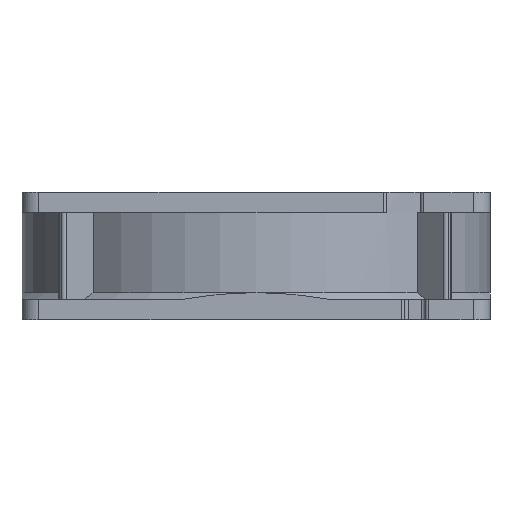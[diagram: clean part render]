
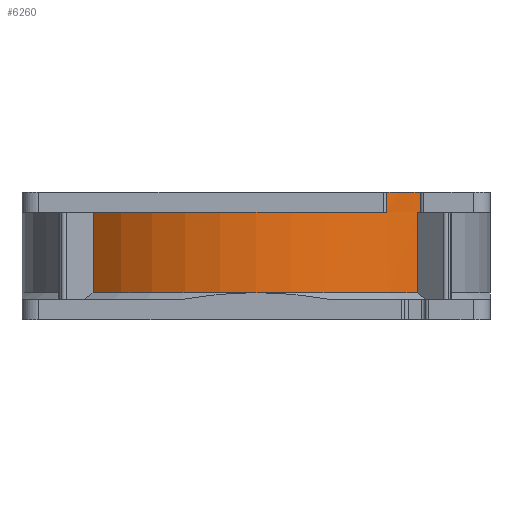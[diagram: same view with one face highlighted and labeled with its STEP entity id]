
A CAD part, left-side view. The second image highlights one B-rep face of the part: STEP entity #6260.
In plain terms, the highlighted cylindrical face has radius 69.85 mm (diameter 139.7 mm), a partial arc.
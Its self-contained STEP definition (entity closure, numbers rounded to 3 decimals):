
#111=CARTESIAN_POINT('',(0.,0.,0.));
#112=DIRECTION('',(0.,0.,1.));
#113=DIRECTION('',(-0.829,-0.559,0.));
#114=AXIS2_PLACEMENT_3D('',#111,#112,#113);
#1887=CARTESIAN_POINT('',(-69.85,0.,-29.911));
#1965=CARTESIAN_POINT('',(0.,0.,-29.911));
#1966=DIRECTION('',(0.,0.,1.));
#1967=DIRECTION('',(-0.718,0.696,0.));
#1968=AXIS2_PLACEMENT_3D('',#1965,#1966,#1967);
#1994=CARTESIAN_POINT('',(-50.628,-48.123,
-29.911));
#2001=CARTESIAN_POINT('',(0.,0.,-29.911));
#2002=DIRECTION('',(0.,0.,1.));
#2003=DIRECTION('',(-1.,0.,0.));
#2004=AXIS2_PLACEMENT_3D('',#2001,#2002,#2003);
#2070=CARTESIAN_POINT('',(0.,0.,-6.));
#2071=DIRECTION('',(0.,0.,1.));
#2072=DIRECTION('',(-1.,0.,0.));
#2073=AXIS2_PLACEMENT_3D('',#2070,#2071,#2072);
#2075=DIRECTION('',(0.,0.,-1.));
#2076=VECTOR('',#2075,6.);
#2077=CARTESIAN_POINT('',(-49.73,-49.05,0.));
#2078=LINE('',#2077,#2076);
#2079=DIRECTION('',(0.,0.,1.));
#2080=VECTOR('',#2079,23.911);
#2081=CARTESIAN_POINT('',(-50.628,-48.123,
-29.911));
#2082=LINE('',#2081,#2080);
#2083=DIRECTION('',(0.,0.,1.));
#2084=VECTOR('',#2083,23.911);
#2085=CARTESIAN_POINT('',(-50.124,48.648,
-29.911));
#2086=LINE('',#2085,#2084);
#2087=CARTESIAN_POINT('',(0.,0.,-6.));
#2088=DIRECTION('',(0.,0.,1.));
#2089=DIRECTION('',(-0.718,0.696,0.));
#2090=AXIS2_PLACEMENT_3D('',#2087,#2088,#2089);
#2168=CARTESIAN_POINT('',(0.,0.,-6.));
#2169=DIRECTION('',(0.,0.,-1.));
#2170=DIRECTION('',(-0.712,-0.702,0.));
#2171=AXIS2_PLACEMENT_3D('',#2168,#2169,#2170);
#2213=DIRECTION('',(0.,0.,-1.));
#2214=VECTOR('',#2213,6.);
#2215=CARTESIAN_POINT('',(-57.915,-39.05,0.));
#2216=LINE('',#2215,#2214);
#3142=VERTEX_POINT('',#1887);
#3271=CARTESIAN_POINT('',(-50.124,48.648,
-6.));
#3273=VERTEX_POINT('',#3271);
#3283=CARTESIAN_POINT('',(-50.124,48.648,
-29.911));
#3284=VERTEX_POINT('',#3283);
#3299=CARTESIAN_POINT('',(-69.85,0.,-6.));
#3300=VERTEX_POINT('',#3299);
#3325=VERTEX_POINT('',#1994);
#3390=CARTESIAN_POINT('',(-50.628,-48.123,
-6.));
#3392=VERTEX_POINT('',#3390);
#3394=CARTESIAN_POINT('',(-57.915,-39.05,-6.));
#3395=VERTEX_POINT('',#3394);
#3396=CARTESIAN_POINT('',(-57.915,-39.05,0.));
#3397=CARTESIAN_POINT('',(-49.73,-49.05,0.));
#3398=VERTEX_POINT('',#3396);
#3399=VERTEX_POINT('',#3397);
#3400=CARTESIAN_POINT('',(-49.73,-49.05,-6.));
#3401=VERTEX_POINT('',#3400);
#6238=CARTESIAN_POINT('',(0.,0.,-39.9));
#6239=DIRECTION('',(0.,0.,1.));
#6240=DIRECTION('',(-1.,0.,0.));
#6241=AXIS2_PLACEMENT_3D('',#6238,#6239,#6240);
#6242=CYLINDRICAL_SURFACE('',#6241,69.85);
#6243=ORIENTED_EDGE('',*,*,#4537,.T.);
#6245=ORIENTED_EDGE('',*,*,#6244,.F.);
#6246=ORIENTED_EDGE('',*,*,#4095,.T.);
#6248=ORIENTED_EDGE('',*,*,#6247,.T.);
#6250=ORIENTED_EDGE('',*,*,#6249,.T.);
#6252=ORIENTED_EDGE('',*,*,#6251,.F.);
#6253=ORIENTED_EDGE('',*,*,#6169,.F.);
#6254=ORIENTED_EDGE('',*,*,#6124,.F.);
#6256=ORIENTED_EDGE('',*,*,#6255,.T.);
#6257=ORIENTED_EDGE('',*,*,#4495,.T.);
#6258=EDGE_LOOP('',(#6243,#6245,#6246,#6248,#6250,#6252,#6253,#6254,#6256,
#6257));
#6259=FACE_OUTER_BOUND('',#6258,.F.);
#6260=ADVANCED_FACE('',(#6259),#6242,.T.);
#115=CIRCLE('',#114,69.85);
#1969=CIRCLE('',#1968,69.85);
#2005=CIRCLE('',#2004,69.85);
#2074=CIRCLE('',#2073,69.85);
#2091=CIRCLE('',#2090,69.85);
#2172=CIRCLE('',#2171,69.85);
#4095=EDGE_CURVE('',#3398,#3399,#115,.T.);
#4495=EDGE_CURVE('',#3273,#3300,#2091,.T.);
#4537=EDGE_CURVE('',#3300,#3395,#2074,.T.);
#6124=EDGE_CURVE('',#3284,#3142,#1969,.T.);
#6169=EDGE_CURVE('',#3142,#3325,#2005,.T.);
#6244=EDGE_CURVE('',#3398,#3395,#2216,.T.);
#6247=EDGE_CURVE('',#3399,#3401,#2078,.T.);
#6249=EDGE_CURVE('',#3401,#3392,#2172,.T.);
#6251=EDGE_CURVE('',#3325,#3392,#2082,.T.);
#6255=EDGE_CURVE('',#3284,#3273,#2086,.T.);
